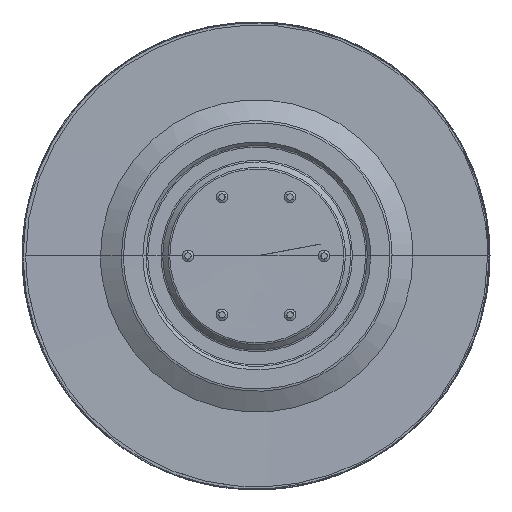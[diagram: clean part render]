
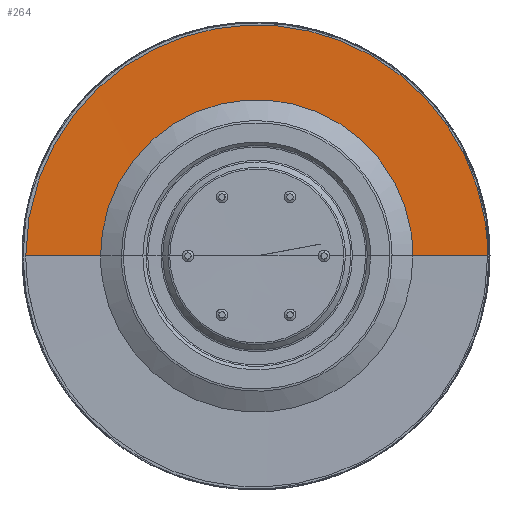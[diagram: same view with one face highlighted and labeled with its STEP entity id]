
A CAD part, top view. The second image highlights one B-rep face of the part: STEP entity #264.
In plain terms, the highlighted free-form (B-spline) face has degree [1, 2] with [2, 5] control points.
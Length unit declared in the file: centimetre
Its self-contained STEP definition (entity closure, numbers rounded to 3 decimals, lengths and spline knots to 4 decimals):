
#72=(
BOUNDED_SURFACE()
B_SPLINE_SURFACE(1,2,((#3474,#3475,#3476,#3477,#3478),(#3479,#3480,#3481,
#3482,#3483)),.UNSPECIFIED.,.F.,.F.,.F.)
B_SPLINE_SURFACE_WITH_KNOTS((2,2),(3,2,3),(38.4192,55.9851),
(0.,1.5708,3.1416),.UNSPECIFIED.)
GEOMETRIC_REPRESENTATION_ITEM()
RATIONAL_B_SPLINE_SURFACE(((1.,0.707,1.,0.707,1.),
(1.,0.707,1.,0.707,1.)))
REPRESENTATION_ITEM('')
SURFACE()
);
#173=(
BOUNDED_CURVE()
B_SPLINE_CURVE(2,(#3353,#3354,#3355,#3356,#3357),.UNSPECIFIED.,.F.,.F.)
B_SPLINE_CURVE_WITH_KNOTS((3,2,3),(-3.1416,-1.5708,0.),
.UNSPECIFIED.)
CURVE()
GEOMETRIC_REPRESENTATION_ITEM()
RATIONAL_B_SPLINE_CURVE((1.,0.707,1.,0.707,1.))
REPRESENTATION_ITEM('')
);
#174=(
BOUNDED_CURVE()
B_SPLINE_CURVE(2,(#3360,#3361,#3362,#3363,#3364),.UNSPECIFIED.,.F.,.F.)
B_SPLINE_CURVE_WITH_KNOTS((3,2,3),(-3.1416,-1.5708,0.),
.UNSPECIFIED.)
CURVE()
GEOMETRIC_REPRESENTATION_ITEM()
RATIONAL_B_SPLINE_CURVE((1.,0.707,1.,0.707,1.))
REPRESENTATION_ITEM('')
);
#264=ADVANCED_FACE('',(#340),#72,.T.);
#340=FACE_OUTER_BOUND('',#416,.T.);
#416=EDGE_LOOP('',(#661,#662,#663,#664));
#661=ORIENTED_EDGE('',*,*,#1161,.T.);
#662=ORIENTED_EDGE('',*,*,#1137,.T.);
#663=ORIENTED_EDGE('',*,*,#1163,.F.);
#664=ORIENTED_EDGE('',*,*,#1162,.F.);
#1137=EDGE_CURVE('',#1514,#1515,#1853,.T.);
#1161=EDGE_CURVE('',#1527,#1514,#173,.T.);
#1162=EDGE_CURVE('',#1527,#1528,#1866,.T.);
#1163=EDGE_CURVE('',#1528,#1515,#174,.T.);
#1514=VERTEX_POINT('',#3644);
#1515=VERTEX_POINT('',#3645);
#1527=VERTEX_POINT('',#3657);
#1528=VERTEX_POINT('',#3658);
#1853=B_SPLINE_CURVE_WITH_KNOTS('',1,(#3272,#3273),.UNSPECIFIED.,.F.,.F.,
(2,2),(38.4192,55.9851),.UNSPECIFIED.);
#1866=B_SPLINE_CURVE_WITH_KNOTS('',1,(#3358,#3359),.UNSPECIFIED.,.F.,.F.,
(2,2),(38.4192,55.9851),.UNSPECIFIED.);
#3272=CARTESIAN_POINT('',(33.6139,-8.7905,1.5162));
#3273=CARTESIAN_POINT('',(51.1798,-8.7905,1.5162));
#3353=CARTESIAN_POINT('',(-39.8128,-8.7905,1.7039));
#3354=CARTESIAN_POINT('',(-39.8128,27.9229,1.7039));
#3355=CARTESIAN_POINT('',(-3.0995,27.9229,1.6101));
#3356=CARTESIAN_POINT('',(33.6139,27.9229,1.5162));
#3357=CARTESIAN_POINT('',(33.6139,-8.7905,1.5162));
#3358=CARTESIAN_POINT('',(-39.8128,-8.7905,1.7039));
#3359=CARTESIAN_POINT('',(-57.3785,-8.7905,1.7937));
#3360=CARTESIAN_POINT('',(-57.3785,-8.7905,1.7937));
#3361=CARTESIAN_POINT('',(-57.3785,45.4888,1.7937));
#3362=CARTESIAN_POINT('',(-3.0993,45.4888,1.655));
#3363=CARTESIAN_POINT('',(51.1798,45.4888,1.5162));
#3364=CARTESIAN_POINT('',(51.1798,-8.7905,1.5162));
#3474=CARTESIAN_POINT('',(33.6139,-8.7905,1.5162));
#3475=CARTESIAN_POINT('',(33.6139,27.9229,1.5162));
#3476=CARTESIAN_POINT('',(-3.0995,27.9229,1.6101));
#3477=CARTESIAN_POINT('',(-39.8128,27.9229,1.7039));
#3478=CARTESIAN_POINT('',(-39.8128,-8.7905,1.7039));
#3479=CARTESIAN_POINT('',(51.1798,-8.7905,1.5162));
#3480=CARTESIAN_POINT('',(51.1798,45.4888,1.5162));
#3481=CARTESIAN_POINT('',(-3.0993,45.4888,1.655));
#3482=CARTESIAN_POINT('',(-57.3785,45.4888,1.7937));
#3483=CARTESIAN_POINT('',(-57.3785,-8.7905,1.7937));
#3644=CARTESIAN_POINT('',(33.6139,-8.7905,1.5162));
#3645=CARTESIAN_POINT('',(51.1798,-8.7905,1.5162));
#3657=CARTESIAN_POINT('',(-39.8128,-8.7905,1.7039));
#3658=CARTESIAN_POINT('',(-57.3785,-8.7905,1.7937));
